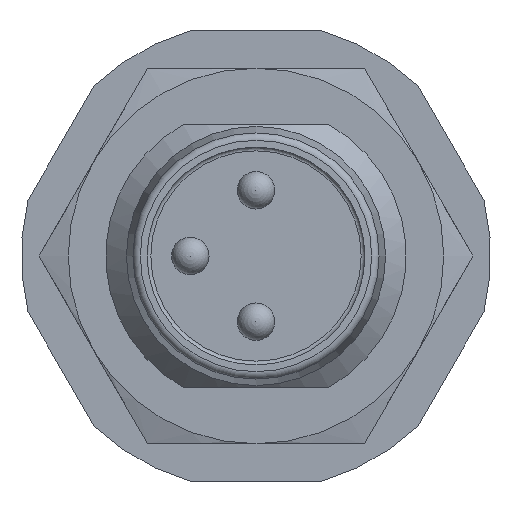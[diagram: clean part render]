
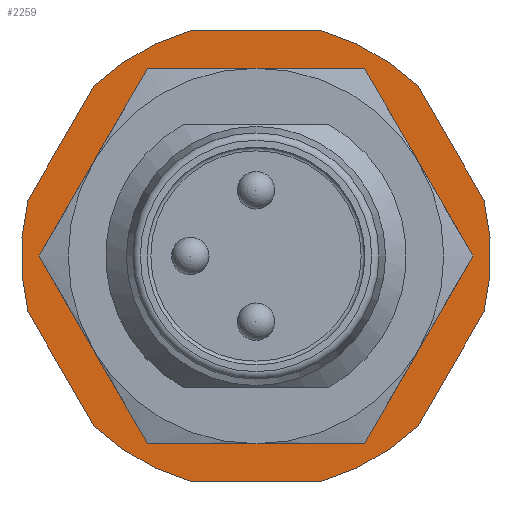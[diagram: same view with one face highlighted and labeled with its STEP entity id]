
A CAD part, front view. The second image highlights one B-rep face of the part: STEP entity #2259.
In plain terms, the highlighted planar face has unit normal (0, -1, 0).
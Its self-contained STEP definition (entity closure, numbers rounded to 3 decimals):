
#152=PLANE('',#2808);
#415=EDGE_LOOP('',(#788));
#416=EDGE_LOOP('',(#789,#790,#791,#792,#793,#794,#795,#796,#797,#798,#799,
#800));
#634=CIRCLE('',#2801,3.75);
#635=CIRCLE('',#2802,6.25);
#636=CIRCLE('',#2803,6.25);
#637=CIRCLE('',#2804,6.25);
#638=CIRCLE('',#2805,6.25);
#639=CIRCLE('',#2806,6.25);
#640=CIRCLE('',#2807,6.25);
#788=ORIENTED_EDGE('',*,*,#1540,.F.);
#789=ORIENTED_EDGE('',*,*,#1541,.T.);
#790=ORIENTED_EDGE('',*,*,#1542,.T.);
#791=ORIENTED_EDGE('',*,*,#1543,.T.);
#792=ORIENTED_EDGE('',*,*,#1544,.T.);
#793=ORIENTED_EDGE('',*,*,#1545,.T.);
#794=ORIENTED_EDGE('',*,*,#1546,.T.);
#795=ORIENTED_EDGE('',*,*,#1547,.T.);
#796=ORIENTED_EDGE('',*,*,#1548,.T.);
#797=ORIENTED_EDGE('',*,*,#1549,.T.);
#798=ORIENTED_EDGE('',*,*,#1550,.T.);
#799=ORIENTED_EDGE('',*,*,#1551,.T.);
#800=ORIENTED_EDGE('',*,*,#1552,.T.);
#1540=EDGE_CURVE('',#2621,#2621,#634,.T.);
#1541=EDGE_CURVE('',#2622,#2623,#635,.T.);
#1542=EDGE_CURVE('',#2623,#2624,#1908,.T.);
#1543=EDGE_CURVE('',#2624,#2625,#636,.T.);
#1544=EDGE_CURVE('',#2625,#2626,#1909,.T.);
#1545=EDGE_CURVE('',#2626,#2627,#637,.T.);
#1546=EDGE_CURVE('',#2627,#2628,#1910,.T.);
#1547=EDGE_CURVE('',#2628,#2629,#638,.T.);
#1548=EDGE_CURVE('',#2629,#2630,#1911,.T.);
#1549=EDGE_CURVE('',#2630,#2631,#639,.T.);
#1550=EDGE_CURVE('',#2631,#2632,#1912,.T.);
#1551=EDGE_CURVE('',#2632,#2633,#640,.T.);
#1552=EDGE_CURVE('',#2633,#2622,#1913,.T.);
#1908=LINE('',#3886,#2116);
#1909=LINE('',#3890,#2117);
#1910=LINE('',#3894,#2118);
#1911=LINE('',#3898,#2119);
#1912=LINE('',#3902,#2120);
#1913=LINE('',#3906,#2121);
#2116=VECTOR('',#3134,1.);
#2117=VECTOR('',#3137,1.);
#2118=VECTOR('',#3140,1.);
#2119=VECTOR('',#3143,1.);
#2120=VECTOR('',#3146,1.);
#2121=VECTOR('',#3149,1.);
#2259=ADVANCED_FACE('',(#2429,#2430),#152,.F.);
#2429=FACE_BOUND('',#415,.T.);
#2430=FACE_BOUND('',#416,.T.);
#2621=VERTEX_POINT('',#3882);
#2622=VERTEX_POINT('',#3884);
#2623=VERTEX_POINT('',#3885);
#2624=VERTEX_POINT('',#3887);
#2625=VERTEX_POINT('',#3889);
#2626=VERTEX_POINT('',#3891);
#2627=VERTEX_POINT('',#3893);
#2628=VERTEX_POINT('',#3895);
#2629=VERTEX_POINT('',#3897);
#2630=VERTEX_POINT('',#3899);
#2631=VERTEX_POINT('',#3901);
#2632=VERTEX_POINT('',#3903);
#2633=VERTEX_POINT('',#3905);
#2801=AXIS2_PLACEMENT_3D('',#3881,#3130,#3131);
#2802=AXIS2_PLACEMENT_3D('',#3883,#3132,#3133);
#2803=AXIS2_PLACEMENT_3D('',#3888,#3135,#3136);
#2804=AXIS2_PLACEMENT_3D('',#3892,#3138,#3139);
#2805=AXIS2_PLACEMENT_3D('',#3896,#3141,#3142);
#2806=AXIS2_PLACEMENT_3D('',#3900,#3144,#3145);
#2807=AXIS2_PLACEMENT_3D('',#3904,#3147,#3148);
#2808=AXIS2_PLACEMENT_3D('',#3907,#3150,#3151);
#3130=DIRECTION('',(0.,-1.,0.));
#3131=DIRECTION('',(0.,0.,1.));
#3132=DIRECTION('',(0.,-1.,0.));
#3133=DIRECTION('',(-1.,0.,0.));
#3134=DIRECTION('',(1.,0.,0.));
#3135=DIRECTION('',(0.,-1.,0.));
#3136=DIRECTION('',(-1.,0.,0.));
#3137=DIRECTION('',(0.5,0.,0.866));
#3138=DIRECTION('',(0.,-1.,0.));
#3139=DIRECTION('',(-1.,0.,0.));
#3140=DIRECTION('',(-0.5,0.,0.866));
#3141=DIRECTION('',(0.,-1.,0.));
#3142=DIRECTION('',(-1.,0.,0.));
#3143=DIRECTION('',(-1.,0.,0.));
#3144=DIRECTION('',(0.,-1.,0.));
#3145=DIRECTION('',(-1.,0.,0.));
#3146=DIRECTION('',(-0.5,0.,-0.866));
#3147=DIRECTION('',(0.,-1.,0.));
#3148=DIRECTION('',(-1.,0.,0.));
#3149=DIRECTION('',(0.5,0.,-0.866));
#3150=DIRECTION('',(0.,1.,0.));
#3151=DIRECTION('',(0.,0.,-1.));
#3881=CARTESIAN_POINT('',(0.,9.7,0.));
#3882=CARTESIAN_POINT('',(0.,9.7,3.75));
#3883=CARTESIAN_POINT('',(0.,9.7,0.));
#3884=CARTESIAN_POINT('',(-4.321,9.7,-4.516));
#3885=CARTESIAN_POINT('',(-1.75,9.7,-6.));
#3886=CARTESIAN_POINT('',(0.,9.7,-6.));
#3887=CARTESIAN_POINT('',(1.75,9.7,-6.));
#3888=CARTESIAN_POINT('',(0.,9.7,0.));
#3889=CARTESIAN_POINT('',(4.321,9.7,-4.516));
#3890=CARTESIAN_POINT('',(4.321,9.7,-4.516));
#3891=CARTESIAN_POINT('',(6.071,9.7,-1.484));
#3892=CARTESIAN_POINT('',(0.,9.7,0.));
#3893=CARTESIAN_POINT('',(6.071,9.7,1.484));
#3894=CARTESIAN_POINT('',(6.071,9.7,1.484));
#3895=CARTESIAN_POINT('',(4.321,9.7,4.516));
#3896=CARTESIAN_POINT('',(0.,9.7,0.));
#3897=CARTESIAN_POINT('',(1.75,9.7,6.));
#3898=CARTESIAN_POINT('',(1.75,9.7,6.));
#3899=CARTESIAN_POINT('',(-1.75,9.7,6.));
#3900=CARTESIAN_POINT('',(0.,9.7,0.));
#3901=CARTESIAN_POINT('',(-4.321,9.7,4.516));
#3902=CARTESIAN_POINT('',(-4.321,9.7,4.516));
#3903=CARTESIAN_POINT('',(-6.071,9.7,1.484));
#3904=CARTESIAN_POINT('',(0.,9.7,0.));
#3905=CARTESIAN_POINT('',(-6.071,9.7,-1.484));
#3906=CARTESIAN_POINT('',(-6.071,9.7,-1.484));
#3907=CARTESIAN_POINT('',(-7.,9.7,0.));
